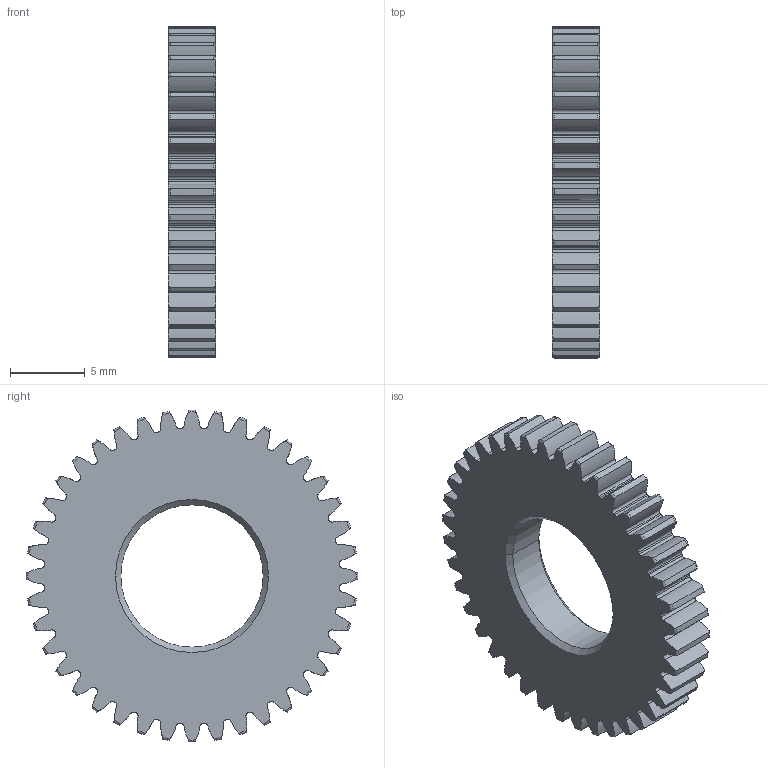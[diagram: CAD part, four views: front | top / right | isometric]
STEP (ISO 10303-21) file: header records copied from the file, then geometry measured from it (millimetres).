
FILE_DESCRIPTION((''),'2;1');
FILE_NAME('64283','2013-02-11T',('carefree'),(''),'PRO/ENGINEER BY PARAMETRIC TECHNOLOGY CORPORATION, 2005030','PRO/ENGINEER BY PARAMETRIC TECHNOLOGY CORPORATION, 2005030','');
FILE_SCHEMA(('CONFIG_CONTROL_DESIGN'));
Length unit declared in the file: inch
Products named in the file (1): 64283
Bounding box: 3.17 x 22.22 x 22.22 mm (x, y, z)
Volume: 877.5 mm3; surface area: 1055.7 mm2
Topology: 1 solids, 1 shells, 328 faces, 974 edges, 648 vertices
Faces by surface type: cylinder 162, torus 80, extrusion 80, cone 4, plane 2
Entity records: 14068 total; most frequent: CARTESIAN_POINT 5460, ORIENTED_EDGE 1948, DIRECTION 1638, EDGE_CURVE 974, AXIS2_PLACEMENT_3D 656, VERTEX_POINT 648, CIRCLE 408, B_SPLINE_CURVE_WITH_KNOTS 400
